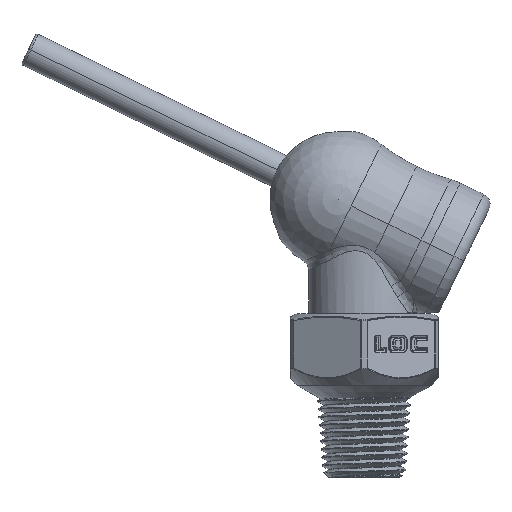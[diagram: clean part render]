
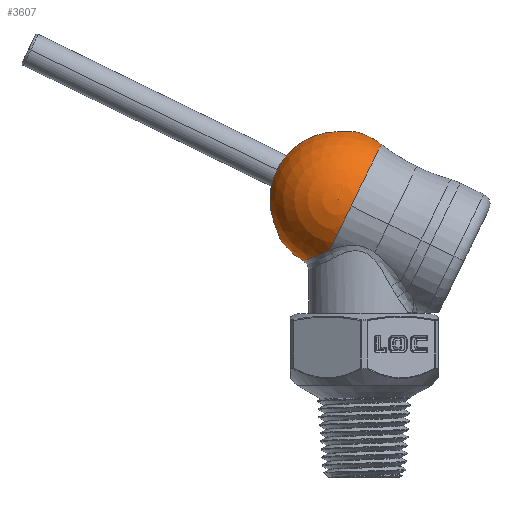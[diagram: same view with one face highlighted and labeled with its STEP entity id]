
A CAD part, top view. The second image highlights one B-rep face of the part: STEP entity #3607.
In plain terms, the highlighted spherical face has radius 8.039 mm.
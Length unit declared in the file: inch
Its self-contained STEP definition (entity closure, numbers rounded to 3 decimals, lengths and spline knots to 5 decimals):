
#285 = CARTESIAN_POINT ( 'NONE',  ( 0., 0., 0. ) ) ;
#287 = DIRECTION ( 'NONE',  ( 0., 0., -1. ) ) ;
#291 = DIRECTION ( 'NONE',  ( 0., 1., 0. ) ) ;
#529 = ORIENTED_EDGE ( 'NONE', *, *, #20428, .T. ) ;
#530 = ORIENTED_EDGE ( 'NONE', *, *, #20429, .F. ) ;
#531 = ORIENTED_EDGE ( 'NONE', *, *, #20430, .T. ) ;
#532 = ORIENTED_EDGE ( 'NONE', *, *, #1876, .T. ) ;
#533 = ORIENTED_EDGE ( 'NONE', *, *, #1906, .T. ) ;
#534 = ORIENTED_EDGE ( 'NONE', *, *, #1912, .T. ) ;
#535 = ORIENTED_EDGE ( 'NONE', *, *, #20431, .T. ) ;
#536 = ORIENTED_EDGE ( 'NONE', *, *, #1880, .F. ) ;
#1876 = EDGE_CURVE ( 'NONE', #19291, #19272, #9867, .T. ) ;
#1880 = EDGE_CURVE ( 'NONE', #19268, #19335, #9869, .T. ) ;
#1906 = EDGE_CURVE ( 'NONE', #19279, #19291, #9894, .T. ) ;
#1912 = EDGE_CURVE ( 'NONE', #19265, #19279, #9902, .T. ) ;
#2946 = AXIS2_PLACEMENT_3D ( 'NONE', #22766, #22767, #22768 ) ;
#3607 = ADVANCED_FACE ( 'NONE', ( #7949 ), #7959, .T. ) ;
#5254 = B_SPLINE_CURVE_WITH_KNOTS ( 'NONE', 3,
 ( #22746, #22747, #22752, #22753, #22754, #22755, #22756, #22757, #22758, #22759, #22760, #22761, #22762, #22763 ),
 .UNSPECIFIED., .F., .F.,
 ( 4, 2, 2, 2, 2, 2, 4 ),
 ( 0., 0.0004, 0.00079, 0.00119, 0.00159, 0.00238, 0.00317 ),
 .UNSPECIFIED. ) ;
#5364 = B_SPLINE_CURVE_WITH_KNOTS ( 'NONE', 3,
 ( #22751, #22769, #22784, #22785, #22786, #22787, #22788, #22789, #22790, #22791, #22792, #22793, #22794, #22795 ),
 .UNSPECIFIED., .F., .F.,
 ( 4, 2, 2, 2, 2, 2, 4 ),
 ( 0.00664, 0.0083, 0.00913, 0.00996, 0.01162, 0.01245, 0.01328 ),
 .UNSPECIFIED. ) ;
#5373 = B_SPLINE_CURVE_WITH_KNOTS ( 'NONE', 3,
 ( #22764, #22765, #22770, #22771, #22772, #22773, #22774, #22775, #22776, #22777, #22778, #22779, #22780, #22781 ),
 .UNSPECIFIED., .F., .F.,
 ( 4, 2, 2, 2, 2, 2, 4 ),
 ( 0., 0.0004, 0.00079, 0.00119, 0.00159, 0.00238, 0.00317 ),
 .UNSPECIFIED. ) ;
#7949 = FACE_OUTER_BOUND ( 'NONE', #9683, .T. ) ;
#7959 = SPHERICAL_SURFACE ( 'NONE', #12691, 0.3165 ) ;
#9683 = EDGE_LOOP ( 'NONE', ( #536, #535, #534, #533, #532, #531, #530, #529 ) ) ;
#9867 = CIRCLE ( 'NONE', #20521, 0.3165 ) ;
#9869 = CIRCLE ( 'NONE', #20523, 0.3165 ) ;
#9894 = CIRCLE ( 'NONE', #20533, 0.30957 ) ;
#9902 = CIRCLE ( 'NONE', #20538, 0.30957 ) ;
#12691 = AXIS2_PLACEMENT_3D ( 'NONE', #285, #287, #291 ) ;
#19265 = VERTEX_POINT ( 'NONE', #22096 ) ;
#19268 = VERTEX_POINT ( 'NONE', #22099 ) ;
#19272 = VERTEX_POINT ( 'NONE', #22103 ) ;
#19279 = VERTEX_POINT ( 'NONE', #22110 ) ;
#19291 = VERTEX_POINT ( 'NONE', #22122 ) ;
#19328 = VERTEX_POINT ( 'NONE', #22159 ) ;
#19335 = VERTEX_POINT ( 'NONE', #22166 ) ;
#19337 = VERTEX_POINT ( 'NONE', #22168 ) ;
#20428 = EDGE_CURVE ( 'NONE', #19328, #19335, #5254, .T. ) ;
#20429 = EDGE_CURVE ( 'NONE', #19328, #19337, #21625, .T. ) ;
#20430 = EDGE_CURVE ( 'NONE', #19272, #19337, #5373, .T. ) ;
#20431 = EDGE_CURVE ( 'NONE', #19268, #19265, #5364, .T. ) ;
#20521 = AXIS2_PLACEMENT_3D ( 'NONE', #29105, #29104, #29103 ) ;
#20523 = AXIS2_PLACEMENT_3D ( 'NONE', #29132, #29127, #29129 ) ;
#20533 = AXIS2_PLACEMENT_3D ( 'NONE', #28979, #28978, #28976 ) ;
#20538 = AXIS2_PLACEMENT_3D ( 'NONE', #29026, #29033, #29032 ) ;
#21625 = CIRCLE ( 'NONE', #2946, 0.30622 ) ;
#22096 = CARTESIAN_POINT ( 'NONE',  ( 0.06587, -0.22126, 0.21651 ) ) ;
#22099 = CARTESIAN_POINT ( 'NONE',  ( -0.01876, -0.31594, 0. ) ) ;
#22103 = CARTESIAN_POINT ( 'NONE',  ( -0.06183, 0.3104, 0. ) ) ;
#22110 = CARTESIAN_POINT ( 'NONE',  ( 0.06587, 0., 0.30957 ) ) ;
#22122 = CARTESIAN_POINT ( 'NONE',  ( 0.06587, 0.30957, 0. ) ) ;
#22159 = CARTESIAN_POINT ( 'NONE',  ( -0.21236, -0.22063, 0.08 ) ) ;
#22166 = CARTESIAN_POINT ( 'NONE',  ( -0.15472, -0.2761, 0. ) ) ;
#22168 = CARTESIAN_POINT ( 'NONE',  ( -0.13379, 0.27545, 0.08 ) ) ;
#22746 = CARTESIAN_POINT ( 'NONE',  ( -0.21236, -0.22063, 0.08 ) ) ;
#22747 = CARTESIAN_POINT ( 'NONE',  ( -0.20855, -0.22429, 0.08 ) ) ;
#22751 = CARTESIAN_POINT ( 'NONE',  ( -0.01876, -0.31594, 0. ) ) ;
#22752 = CARTESIAN_POINT ( 'NONE',  ( -0.20481, -0.22789, 0.07948 ) ) ;
#22753 = CARTESIAN_POINT ( 'NONE',  ( -0.19745, -0.23498, 0.07745 ) ) ;
#22754 = CARTESIAN_POINT ( 'NONE',  ( -0.19379, -0.2385, 0.07592 ) ) ;
#22755 = CARTESIAN_POINT ( 'NONE',  ( -0.18681, -0.24521, 0.0719 ) ) ;
#22756 = CARTESIAN_POINT ( 'NONE',  ( -0.18351, -0.2484, 0.06945 ) ) ;
#22757 = CARTESIAN_POINT ( 'NONE',  ( -0.17724, -0.25443, 0.06365 ) ) ;
#22758 = CARTESIAN_POINT ( 'NONE',  ( -0.17428, -0.25728, 0.06028 ) ) ;
#22759 = CARTESIAN_POINT ( 'NONE',  ( -0.1663, -0.26496, 0.04921 ) ) ;
#22760 = CARTESIAN_POINT ( 'NONE',  ( -0.16201, -0.26909, 0.0403 ) ) ;
#22761 = CARTESIAN_POINT ( 'NONE',  ( -0.15625, -0.27463, 0.02106 ) ) ;
#22762 = CARTESIAN_POINT ( 'NONE',  ( -0.15472, -0.2761, 0.01056 ) ) ;
#22763 = CARTESIAN_POINT ( 'NONE',  ( -0.15472, -0.2761, 0. ) ) ;
#22764 = CARTESIAN_POINT ( 'NONE',  ( -0.06183, 0.3104, 0. ) ) ;
#22765 = CARTESIAN_POINT ( 'NONE',  ( -0.06183, 0.3104, 0.00528 ) ) ;
#22766 = CARTESIAN_POINT ( 'NONE',  ( 0., 0., 0.08 ) ) ;
#22767 = DIRECTION ( 'NONE',  ( 0., 0., -1. ) ) ;
#22768 = DIRECTION ( 'NONE',  ( 1., 0., 0. ) ) ;
#22769 = CARTESIAN_POINT ( 'NONE',  ( -0.01876, -0.31594, 0.02207 ) ) ;
#22770 = CARTESIAN_POINT ( 'NONE',  ( -0.06229, 0.31018, 0.01048 ) ) ;
#22771 = CARTESIAN_POINT ( 'NONE',  ( -0.06412, 0.30929, 0.02069 ) ) ;
#22772 = CARTESIAN_POINT ( 'NONE',  ( -0.0655, 0.30862, 0.02577 ) ) ;
#22773 = CARTESIAN_POINT ( 'NONE',  ( -0.06911, 0.30687, 0.03546 ) ) ;
#22774 = CARTESIAN_POINT ( 'NONE',  ( -0.07132, 0.30579, 0.04005 ) ) ;
#22775 = CARTESIAN_POINT ( 'NONE',  ( -0.07653, 0.30326, 0.04874 ) ) ;
#22776 = CARTESIAN_POINT ( 'NONE',  ( -0.07957, 0.30178, 0.05286 ) ) ;
#22777 = CARTESIAN_POINT ( 'NONE',  ( -0.08952, 0.29695, 0.06393 ) ) ;
#22778 = CARTESIAN_POINT ( 'NONE',  ( -0.09754, 0.29306, 0.06989 ) ) ;
#22779 = CARTESIAN_POINT ( 'NONE',  ( -0.11484, 0.28465, 0.07788 ) ) ;
#22780 = CARTESIAN_POINT ( 'NONE',  ( -0.12429, 0.28007, 0.08 ) ) ;
#22781 = CARTESIAN_POINT ( 'NONE',  ( -0.13379, 0.27545, 0.08 ) ) ;
#22784 = CARTESIAN_POINT ( 'NONE',  ( -0.01671, -0.31379, 0.04365 ) ) ;
#22785 = CARTESIAN_POINT ( 'NONE',  ( -0.01069, -0.30742, 0.07531 ) ) ;
#22786 = CARTESIAN_POINT ( 'NONE',  ( -0.00817, -0.30474, 0.08579 ) ) ;
#22787 = CARTESIAN_POINT ( 'NONE',  ( -0.00229, -0.29845, 0.1059 ) ) ;
#22788 = CARTESIAN_POINT ( 'NONE',  ( 0.00108, -0.29483, 0.11562 ) ) ;
#22789 = CARTESIAN_POINT ( 'NONE',  ( 0.0124, -0.28255, 0.14374 ) ) ;
#22790 = CARTESIAN_POINT ( 'NONE',  ( 0.0217, -0.27235, 0.16126 ) ) ;
#22791 = CARTESIAN_POINT ( 'NONE',  ( 0.03714, -0.25491, 0.18421 ) ) ;
#22792 = CARTESIAN_POINT ( 'NONE',  ( 0.04255, -0.24872, 0.19137 ) ) ;
#22793 = CARTESIAN_POINT ( 'NONE',  ( 0.05388, -0.23556, 0.2047 ) ) ;
#22794 = CARTESIAN_POINT ( 'NONE',  ( 0.0598, -0.22856, 0.21089 ) ) ;
#22795 = CARTESIAN_POINT ( 'NONE',  ( 0.06587, -0.22126, 0.21651 ) ) ;
#28976 = DIRECTION ( 'NONE',  ( 0., 0., 1. ) ) ;
#28978 = DIRECTION ( 'NONE',  ( -1., 0., 0. ) ) ;
#28979 = CARTESIAN_POINT ( 'NONE',  ( 0.06587, 0., 0. ) ) ;
#29026 = CARTESIAN_POINT ( 'NONE',  ( 0.06587, 0., 0. ) ) ;
#29032 = DIRECTION ( 'NONE',  ( 0., 0., 1. ) ) ;
#29033 = DIRECTION ( 'NONE',  ( -1., 0., 0. ) ) ;
#29103 = DIRECTION ( 'NONE',  ( 1., 0., 0. ) ) ;
#29104 = DIRECTION ( 'NONE',  ( 0., 0., 1. ) ) ;
#29105 = CARTESIAN_POINT ( 'NONE',  ( 0., 0., 0. ) ) ;
#29127 = DIRECTION ( 'NONE',  ( 0., 0., -1. ) ) ;
#29129 = DIRECTION ( 'NONE',  ( 0., 1., 0. ) ) ;
#29132 = CARTESIAN_POINT ( 'NONE',  ( 0., 0., 0. ) ) ;
